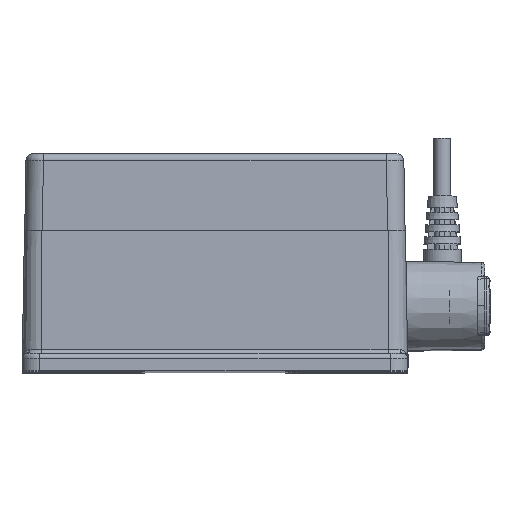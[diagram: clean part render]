
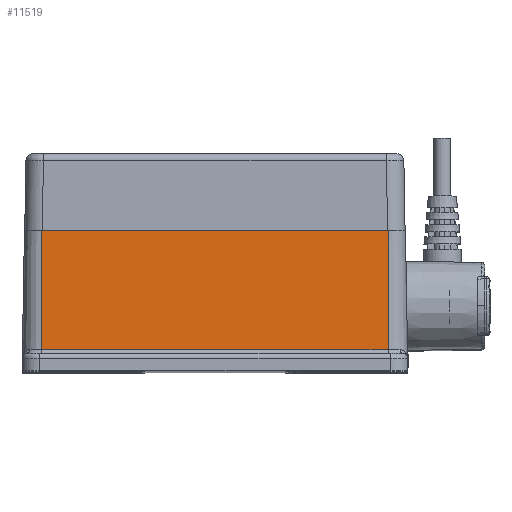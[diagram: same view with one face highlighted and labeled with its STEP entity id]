
A CAD part, top view. The second image highlights one B-rep face of the part: STEP entity #11519.
In plain terms, the highlighted planar face has unit normal (0, 0.018, 1).
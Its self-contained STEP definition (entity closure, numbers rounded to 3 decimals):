
#11519 = ADVANCED_FACE ( 'NONE', ( #58619 ), #63352, .T. ) ;
#14054 = EDGE_LOOP ( 'NONE', ( #23297, #23298, #23299, #23300 ) ) ;
#23297 = ORIENTED_EDGE ( 'NONE', *, *, #41152, .T. ) ;
#23298 = ORIENTED_EDGE ( 'NONE', *, *, #41166, .F. ) ;
#23299 = ORIENTED_EDGE ( 'NONE', *, *, #41167, .F. ) ;
#23300 = ORIENTED_EDGE ( 'NONE', *, *, #41168, .T. ) ;
#26538 = VERTEX_POINT ( 'NONE', #65476 ) ;
#26545 = VERTEX_POINT ( 'NONE', #65480 ) ;
#27844 = VERTEX_POINT ( 'NONE', #72391 ) ;
#28114 = VERTEX_POINT ( 'NONE', #72661 ) ;
#40427 = LINE ( 'NONE', #44568, #40438 ) ;
#40438 = VECTOR ( 'NONE', #44564, 1000. ) ;
#40441 = LINE ( 'NONE', #44605, #40462 ) ;
#40458 = LINE ( 'NONE', #44595, #40460 ) ;
#40460 = VECTOR ( 'NONE', #44596, 1000. ) ;
#40461 = LINE ( 'NONE', #44611, #40463 ) ;
#40462 = VECTOR ( 'NONE', #44610, 1000. ) ;
#40463 = VECTOR ( 'NONE', #44612, 1000. ) ;
#41152 = EDGE_CURVE ( 'NONE', #26545, #26538, #40427, .T. ) ;
#41166 = EDGE_CURVE ( 'NONE', #27844, #26538, #40458, .T. ) ;
#41167 = EDGE_CURVE ( 'NONE', #28114, #27844, #40441, .T. ) ;
#41168 = EDGE_CURVE ( 'NONE', #28114, #26545, #40461, .T. ) ;
#44564 = DIRECTION ( 'NONE',  ( 1., 0., 0. ) ) ;
#44568 = CARTESIAN_POINT ( 'NONE',  ( -49.41, -34.017, 152.985 ) ) ;
#44595 = CARTESIAN_POINT ( 'NONE',  ( 49.41, -35., 153.003 ) ) ;
#44596 = DIRECTION ( 'NONE',  ( 0., -1., 0.017 ) ) ;
#44605 = CARTESIAN_POINT ( 'NONE',  ( -49.41, -0.002, 152.392 ) ) ;
#44610 = DIRECTION ( 'NONE',  ( 1., 0., 0. ) ) ;
#44611 = CARTESIAN_POINT ( 'NONE',  ( -49.41, -35., 153.003 ) ) ;
#44612 = DIRECTION ( 'NONE',  ( 0., -1., 0.017 ) ) ;
#58619 = FACE_OUTER_BOUND ( 'NONE', #14054, .T. ) ;
#62275 = AXIS2_PLACEMENT_3D ( 'NONE', #63348, #63354, #63355 ) ;
#63348 = CARTESIAN_POINT ( 'NONE',  ( -49.41, -35., 153.003 ) ) ;
#63352 = PLANE ( 'NONE',  #62275 ) ;
#63354 = DIRECTION ( 'NONE',  ( 0., 0.017, 1. ) ) ;
#63355 = DIRECTION ( 'NONE',  ( 0., 1., -0.017 ) ) ;
#65476 = CARTESIAN_POINT ( 'NONE',  ( 49.41, -34.017, 152.985 ) ) ;
#65480 = CARTESIAN_POINT ( 'NONE',  ( -49.41, -34.017, 152.985 ) ) ;
#72391 = CARTESIAN_POINT ( 'NONE',  ( 49.41, -0.002, 152.392 ) ) ;
#72661 = CARTESIAN_POINT ( 'NONE',  ( -49.41, -0.002, 152.392 ) ) ;
